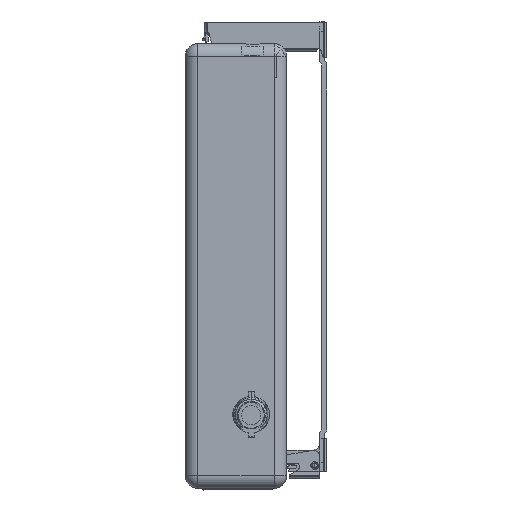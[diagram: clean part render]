
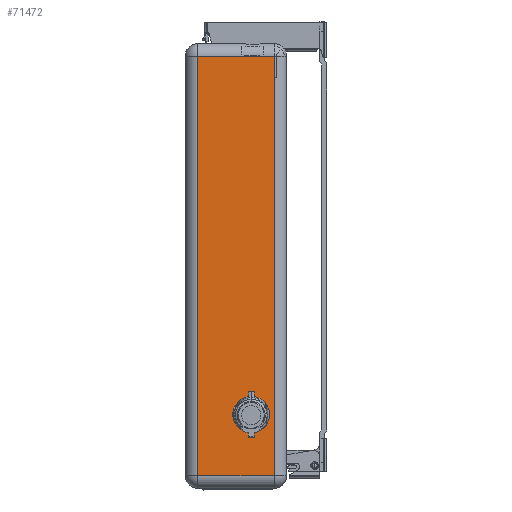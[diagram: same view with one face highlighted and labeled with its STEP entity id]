
A CAD part, left-side view. The second image highlights one B-rep face of the part: STEP entity #71472.
In plain terms, the highlighted face is planar.
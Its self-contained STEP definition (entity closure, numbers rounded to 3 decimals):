
#69863=DIRECTION('',(0.,-1.,0.));
#69864=VECTOR('',#69863,330.);
#69865=CARTESIAN_POINT('',(70.,340.,35.));
#69866=LINE('',#69865,#69864);
#69877=DIRECTION('',(1.,0.,0.));
#69878=VECTOR('',#69877,5.);
#69879=CARTESIAN_POINT('',(25.5,274.,35.));
#69880=LINE('',#69879,#69878);
#69884=DIRECTION('',(0.,-1.,0.));
#69885=VECTOR('',#69884,3.717);
#69886=CARTESIAN_POINT('',(25.5,277.717,35.));
#69887=LINE('',#69886,#69885);
#69891=CARTESIAN_POINT('',(28.,292.,35.));
#69892=DIRECTION('',(0.,0.,1.));
#69893=DIRECTION('',(-0.172,0.985,0.));
#69894=AXIS2_PLACEMENT_3D('',#69891,#69892,#69893);
#69899=DIRECTION('',(0.,-1.,0.));
#69900=VECTOR('',#69899,3.717);
#69901=CARTESIAN_POINT('',(25.5,310.,35.));
#69902=LINE('',#69901,#69900);
#69906=DIRECTION('',(-1.,0.,0.));
#69907=VECTOR('',#69906,5.);
#69908=CARTESIAN_POINT('',(30.5,310.,35.));
#69909=LINE('',#69908,#69907);
#69913=DIRECTION('',(0.,1.,0.));
#69914=VECTOR('',#69913,3.717);
#69915=CARTESIAN_POINT('',(30.5,306.283,35.));
#69916=LINE('',#69915,#69914);
#69920=CARTESIAN_POINT('',(28.,292.,35.));
#69921=DIRECTION('',(0.,0.,1.));
#69922=DIRECTION('',(1.,0.,0.));
#69923=AXIS2_PLACEMENT_3D('',#69920,#69921,#69922);
#69928=CARTESIAN_POINT('',(28.,292.,35.));
#69929=DIRECTION('',(0.,0.,1.));
#69930=DIRECTION('',(0.172,-0.985,0.));
#69931=AXIS2_PLACEMENT_3D('',#69928,#69929,#69930);
#69936=DIRECTION('',(0.,1.,0.));
#69937=VECTOR('',#69936,3.717);
#69938=CARTESIAN_POINT('',(30.5,274.,35.));
#69939=LINE('',#69938,#69937);
#69950=DIRECTION('',(1.,0.,0.));
#69951=VECTOR('',#69950,60.);
#69952=CARTESIAN_POINT('',(10.,340.,35.));
#69953=LINE('',#69952,#69951);
#70002=DIRECTION('',(0.,1.,0.));
#70003=VECTOR('',#70002,330.);
#70004=CARTESIAN_POINT('',(10.,10.,35.));
#70005=LINE('',#70004,#70003);
#70821=DIRECTION('',(-1.,0.,0.));
#70822=VECTOR('',#70821,60.);
#70823=CARTESIAN_POINT('',(70.,10.,35.));
#70824=LINE('',#70823,#70822);
#70972=CARTESIAN_POINT('',(30.5,306.283,35.));
#70974=VERTEX_POINT('',#70972);
#70977=CARTESIAN_POINT('',(42.5,292.,35.));
#70978=VERTEX_POINT('',#70977);
#71034=CARTESIAN_POINT('',(25.5,277.717,35.));
#71036=VERTEX_POINT('',#71034);
#71039=CARTESIAN_POINT('',(25.5,306.283,35.));
#71040=VERTEX_POINT('',#71039);
#71043=CARTESIAN_POINT('',(25.5,310.,35.));
#71044=VERTEX_POINT('',#71043);
#71047=CARTESIAN_POINT('',(30.5,310.,35.));
#71048=VERTEX_POINT('',#71047);
#71049=CARTESIAN_POINT('',(30.5,277.717,35.));
#71050=VERTEX_POINT('',#71049);
#71055=CARTESIAN_POINT('',(30.5,274.,35.));
#71056=VERTEX_POINT('',#71055);
#71059=CARTESIAN_POINT('',(25.5,274.,35.));
#71060=VERTEX_POINT('',#71059);
#71115=CARTESIAN_POINT('',(70.,340.,35.));
#71116=CARTESIAN_POINT('',(70.,10.,35.));
#71117=VERTEX_POINT('',#71115);
#71118=VERTEX_POINT('',#71116);
#71119=CARTESIAN_POINT('',(10.,340.,35.));
#71120=VERTEX_POINT('',#71119);
#71121=CARTESIAN_POINT('',(10.,10.,35.));
#71122=VERTEX_POINT('',#71121);
#71438=CARTESIAN_POINT('',(40.,175.,35.));
#71439=DIRECTION('',(0.,0.,1.));
#71440=DIRECTION('',(-1.,0.,0.));
#71441=AXIS2_PLACEMENT_3D('',#71438,#71439,#71440);
#71442=PLANE('',#71441);
#71443=ORIENTED_EDGE('',*,*,#71429,.F.);
#71445=ORIENTED_EDGE('',*,*,#71444,.F.);
#71447=ORIENTED_EDGE('',*,*,#71446,.F.);
#71449=ORIENTED_EDGE('',*,*,#71448,.F.);
#71450=EDGE_LOOP('',(#71443,#71445,#71447,#71449));
#71451=FACE_OUTER_BOUND('',#71450,.F.);
#71453=ORIENTED_EDGE('',*,*,#71452,.F.);
#71455=ORIENTED_EDGE('',*,*,#71454,.F.);
#71457=ORIENTED_EDGE('',*,*,#71456,.F.);
#71459=ORIENTED_EDGE('',*,*,#71458,.F.);
#71461=ORIENTED_EDGE('',*,*,#71460,.F.);
#71463=ORIENTED_EDGE('',*,*,#71462,.F.);
#71465=ORIENTED_EDGE('',*,*,#71464,.F.);
#71467=ORIENTED_EDGE('',*,*,#71466,.F.);
#71469=ORIENTED_EDGE('',*,*,#71468,.F.);
#71470=EDGE_LOOP('',(#71453,#71455,#71457,#71459,#71461,#71463,#71465,#71467,
#71469));
#71471=FACE_BOUND('',#71470,.F.);
#69895=CIRCLE('',#69894,14.5);
#69924=CIRCLE('',#69923,14.5);
#69932=CIRCLE('',#69931,14.5);
#71429=EDGE_CURVE('',#71117,#71118,#69866,.T.);
#71444=EDGE_CURVE('',#71120,#71117,#69953,.T.);
#71446=EDGE_CURVE('',#71122,#71120,#70005,.T.);
#71448=EDGE_CURVE('',#71118,#71122,#70824,.T.);
#71452=EDGE_CURVE('',#71060,#71056,#69880,.T.);
#71454=EDGE_CURVE('',#71036,#71060,#69887,.T.);
#71456=EDGE_CURVE('',#71040,#71036,#69895,.T.);
#71458=EDGE_CURVE('',#71044,#71040,#69902,.T.);
#71460=EDGE_CURVE('',#71048,#71044,#69909,.T.);
#71462=EDGE_CURVE('',#70974,#71048,#69916,.T.);
#71464=EDGE_CURVE('',#70978,#70974,#69924,.T.);
#71466=EDGE_CURVE('',#71050,#70978,#69932,.T.);
#71468=EDGE_CURVE('',#71056,#71050,#69939,.T.);
#71472=ADVANCED_FACE('',(#71451,#71471),#71442,.F.);
